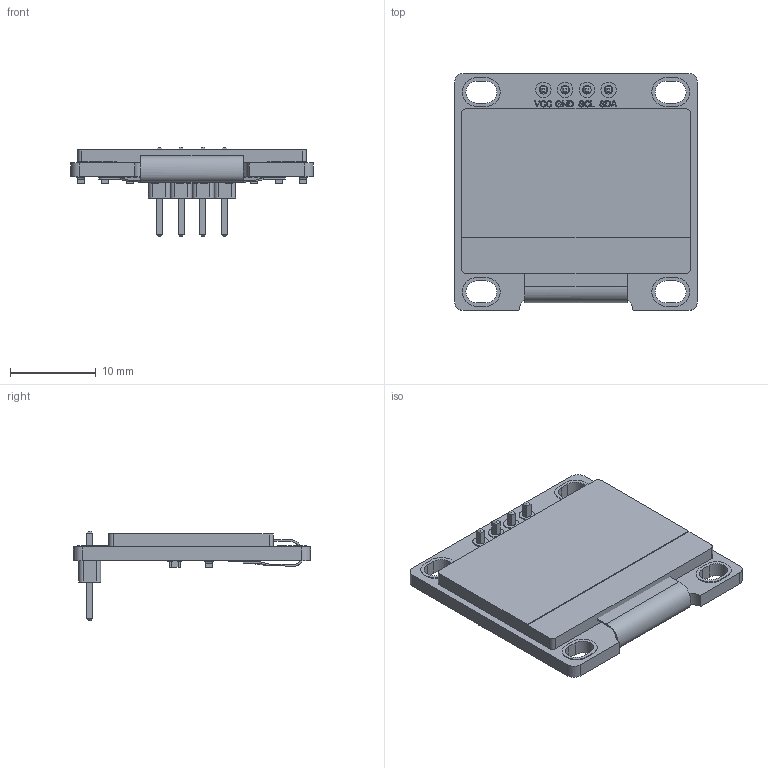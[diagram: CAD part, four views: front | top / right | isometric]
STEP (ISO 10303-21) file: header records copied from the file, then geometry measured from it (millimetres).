
FILE_DESCRIPTION(/* description */ (''),/* implementation_level */ '2;1');
FILE_NAME(/* name */ 'Tela OLed 128x64 v15.step',/* time_stamp */ '2022-02-02T11:44:28-03:00',/* author */ (''),/* organization */ (''),/* preprocessor_version */ 'ST-DEVELOPER v18.1',/* originating_system */ 'Autodesk Translation Framework v10.13.0.1454',/* authorisation */ '');
FILE_SCHEMA (('AUTOMOTIVE_DESIGN { 1 0 10303 214 3 1 1 }'));
Length unit declared in the file: millimetre
Products named in the file (8): Tela OLed 128x64; Pantalla; Base PCB; PADS; PINOS; fLEX; Resistores SMD; res
Assembly tree (17 placements, depth 3):
  Tela OLed 128x64
    Pantalla
    Base PCB
      PADS
    PINOS
    fLEX
    Resistores SMD
      res  x11
Bounding box: 28.3 x 27.65 x 10.4 mm (x, y, z)
Volume: 2103.7 mm3; surface area: 3676.6 mm2
Topology: 48 solids, 48 shells, 1066 faces, 2696 edges, 1757 vertices
Faces by surface type: plane 722, bspline 211, cylinder 133
Full cylindrical faces by diameter (mm): 1 x4, 1.8 x4
Entity records: 23189 total; most frequent: CARTESIAN_POINT 7460, ORIENTED_EDGE 3452, DIRECTION 2502, EDGE_CURVE 1726, LINE 1204, VECTOR 1204, VERTEX_POINT 1137, EDGE_LOOP 743
